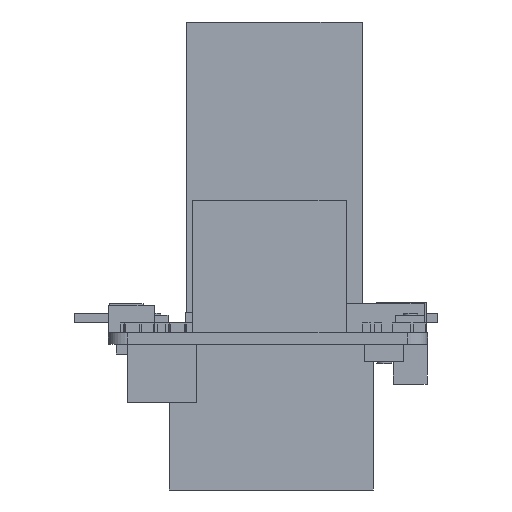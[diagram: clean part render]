
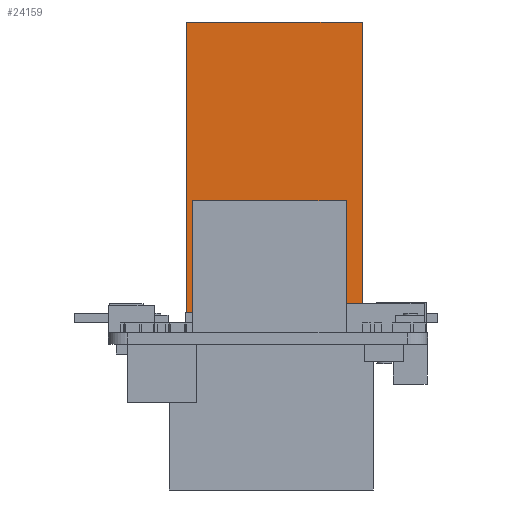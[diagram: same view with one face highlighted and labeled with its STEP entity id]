
A CAD part, front view. The second image highlights one B-rep face of the part: STEP entity #24159.
In plain terms, the highlighted planar face has unit normal (0, -1, 0).
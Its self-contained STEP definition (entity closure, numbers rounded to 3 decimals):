
#24028=DIRECTION('',(1.,0.,0.));
#24029=VECTOR('',#24028,18.034);
#24030=CARTESIAN_POINT('',(42.609,118.754,1.));
#24031=LINE('',#24030,#24029);
#24048=DIRECTION('',(0.,0.,1.));
#24049=VECTOR('',#24048,31.);
#24050=CARTESIAN_POINT('',(60.643,118.754,1.));
#24051=LINE('',#24050,#24049);
#24052=DIRECTION('',(0.,0.,1.));
#24053=VECTOR('',#24052,31.);
#24054=CARTESIAN_POINT('',(42.609,118.754,1.));
#24055=LINE('',#24054,#24053);
#24068=DIRECTION('',(1.,0.,0.));
#24069=VECTOR('',#24068,18.034);
#24070=CARTESIAN_POINT('',(42.609,118.754,32.));
#24071=LINE('',#24070,#24069);
#24073=CARTESIAN_POINT('',(42.609,118.754,1.));
#24075=VERTEX_POINT('',#24073);
#24076=CARTESIAN_POINT('',(60.643,118.754,1.));
#24077=VERTEX_POINT('',#24076);
#24081=CARTESIAN_POINT('',(42.609,118.754,32.));
#24083=VERTEX_POINT('',#24081);
#24084=CARTESIAN_POINT('',(60.643,118.754,32.));
#24085=VERTEX_POINT('',#24084);
#24147=CARTESIAN_POINT('',(42.609,118.754,1.));
#24148=DIRECTION('',(0.,-1.,0.));
#24149=DIRECTION('',(1.,0.,0.));
#24150=AXIS2_PLACEMENT_3D('',#24147,#24148,#24149);
#24151=PLANE('',#24150);
#24152=ORIENTED_EDGE('',*,*,#24095,.F.);
#24153=ORIENTED_EDGE('',*,*,#24114,.T.);
#24155=ORIENTED_EDGE('',*,*,#24154,.T.);
#24156=ORIENTED_EDGE('',*,*,#24139,.F.);
#24157=EDGE_LOOP('',(#24152,#24153,#24155,#24156));
#24158=FACE_OUTER_BOUND('',#24157,.F.);
#24095=EDGE_CURVE('',#24075,#24077,#24031,.T.);
#24114=EDGE_CURVE('',#24075,#24083,#24055,.T.);
#24139=EDGE_CURVE('',#24077,#24085,#24051,.T.);
#24154=EDGE_CURVE('',#24083,#24085,#24071,.T.);
#24159=ADVANCED_FACE('',(#24158),#24151,.T.);
